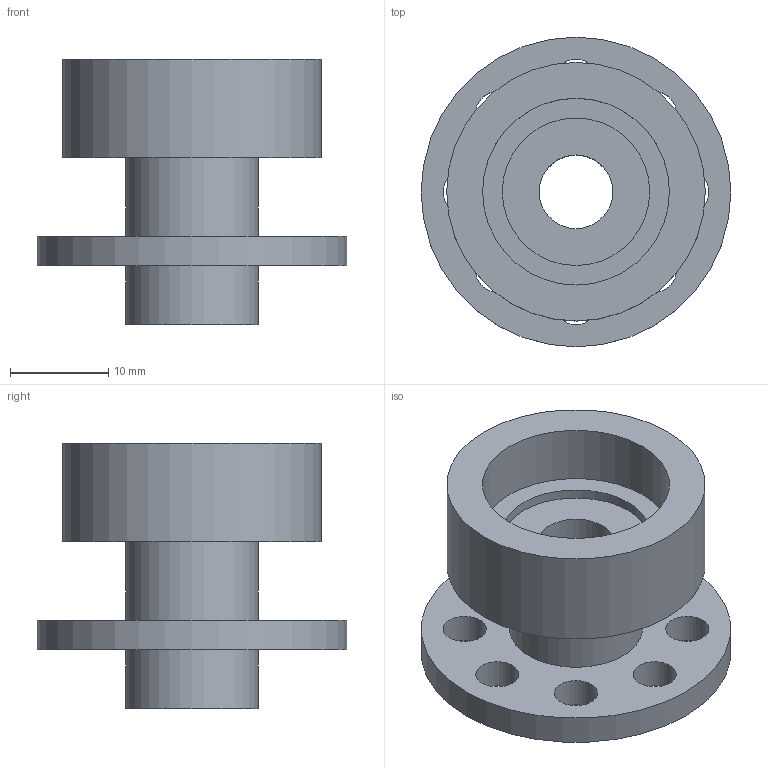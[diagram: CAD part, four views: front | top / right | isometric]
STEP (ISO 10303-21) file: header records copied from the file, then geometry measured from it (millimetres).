
FILE_DESCRIPTION(/* description */ (''),/* implementation_level */ '2;1');
FILE_NAME(/* name */ '',/* time_stamp */ '2025-10-10T19:18:41+03:00',/* author */ ('Phantom'),/* organization */ (''),/* preprocessor_version */ 'ST-DEVELOPER v20',/* originating_system */ 'Autodesk Inventor 2025',/* authorisation */ '');
FILE_SCHEMA (('AUTOMOTIVE_DESIGN { 1 0 10303 214 3 1 1 }'));
Length unit declared in the file: millimetre
Products named in the file (1): втулка для подш 
2 часть
Bounding box: 31.5 x 31.5 x 27 mm (x, y, z)
Volume: 6647.8 mm3; surface area: 4952.2 mm2
Topology: 1 solids, 1 shells, 22 faces, 47 edges, 33 vertices
Faces by surface type: cylinder 15, plane 7
Full cylindrical faces by diameter (mm): 4.4 x8, 7.5 x1, 13.5 x2, 15 x1, 19 x1, 26.3 x1, 31.499 x1
Entity records: 710 total; most frequent: DIRECTION 125, CARTESIAN_POINT 101, ORIENTED_EDGE 90, AXIS2_PLACEMENT_3D 55, EDGE_LOOP 45, EDGE_CURVE 45, CIRCLE 32, VERTEX_POINT 30
